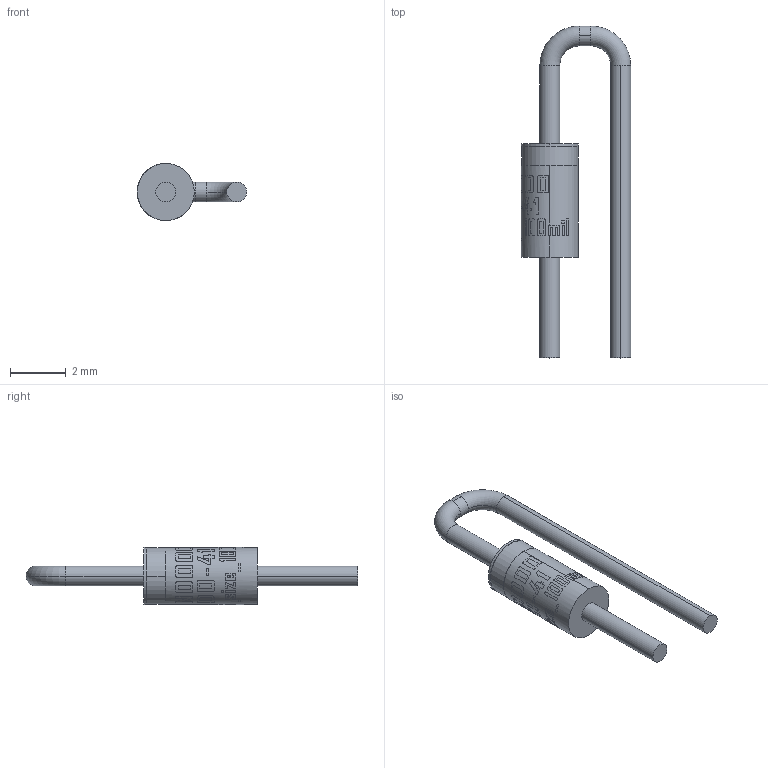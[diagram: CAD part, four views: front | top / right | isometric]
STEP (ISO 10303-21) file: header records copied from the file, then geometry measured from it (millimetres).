
FILE_DESCRIPTION (( 'STEP AP214' ), '1' );
FILE_NAME ('DO-41_Min_size_100mil_rev1.0.STEP', '2023-03-16T22:41:52', ( '' ), ( '' ), 'SwSTEP 2.0', 'SolidWorks 2020', '' );
FILE_SCHEMA (( 'AUTOMOTIVE_DESIGN' ));
Length unit declared in the file: millimetre
Products named in the file (1): DO-41_Min_size_100mil_rev1.0
Bounding box: 3.92 x 11.88 x 2.04 mm (x, y, z)
Volume: 21.5 mm3; surface area: 78.8 mm2
Topology: 1 solids, 1 shells, 63 faces, 343 edges, 322 vertices
Faces by surface type: cylinder 53, plane 6, torus 4
Entity records: 4729 total; most frequent: CARTESIAN_POINT 1103, ORIENTED_EDGE 686, DIRECTION 538, EDGE_CURVE 343, VERTEX_POINT 322, AXIS2_PLACEMENT_3D 207, CIRCLE 143, VECTOR 124
